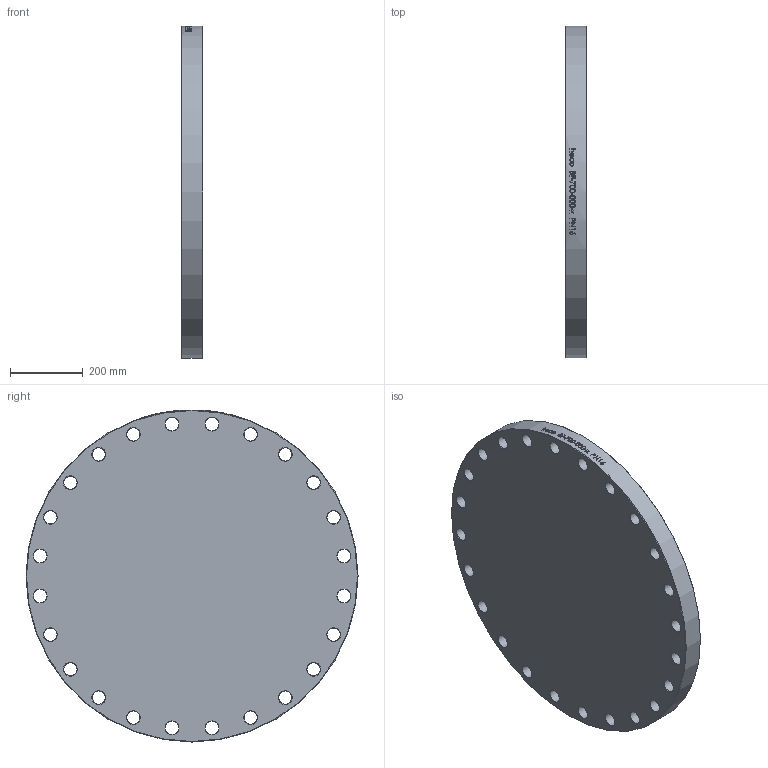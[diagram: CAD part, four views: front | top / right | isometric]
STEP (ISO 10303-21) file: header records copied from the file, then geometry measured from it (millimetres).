
FILE_DESCRIPTION (( 'STEP AP214' ), '1' );
FILE_NAME ('BF-700-000-x Blindflansch PN16 EN1092 2103.STEP', '2021-03-08T09:33:29', ( '' ), ( '' ), 'SwSTEP 2.0', 'SolidWorks 2019', '' );
FILE_SCHEMA (( 'AUTOMOTIVE_DESIGN' ));
Length unit declared in the file: millimetre
Products named in the file (1): BF-700-000-x Blindflansch PN16 EN1092 2103
Bounding box: 58 x 910 x 910 mm (x, y, z)
Volume: 36283755.8 mm3; surface area: 1566932.9 mm2
Topology: 1 solids, 1 shells, 108 faces, 396 edges, 320 vertices
Faces by surface type: cylinder 56, cone 50, plane 2
Full cylindrical faces by diameter (mm): 36 x24, 910 x1
Entity records: 10086 total; most frequent: CARTESIAN_POINT 6821, ORIENTED_EDGE 586, DIRECTION 525, VERTEX_POINT 293, EDGE_CURVE 293, EDGE_LOOP 262, AXIS2_PLACEMENT_3D 248, CIRCLE 139
